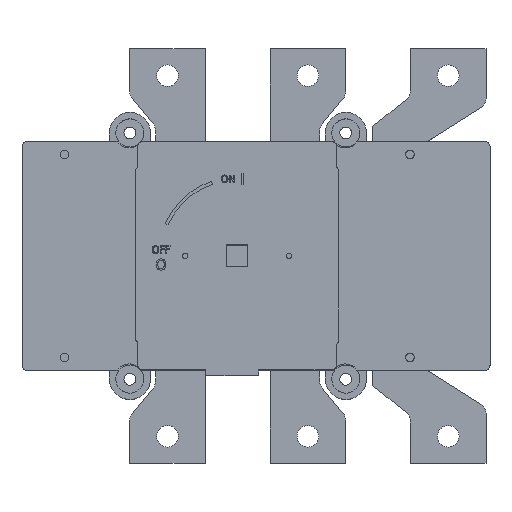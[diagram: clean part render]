
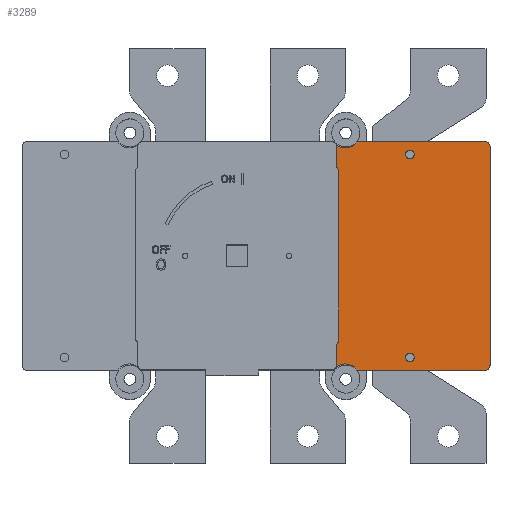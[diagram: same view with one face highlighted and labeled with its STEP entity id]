
A CAD part, top view. The second image highlights one B-rep face of the part: STEP entity #3289.
In plain terms, the highlighted planar face has unit normal (0, 0, 1).
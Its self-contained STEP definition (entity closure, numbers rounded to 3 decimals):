
#2550=CARTESIAN_POINT('',(81.6,-47.,40.0));
#2551=VERTEX_POINT('',#2550);
#2552=CARTESIAN_POINT('',(79.6,-47.,40.0));
#2553=DIRECTION('',(0.0,0.0,-1.0));
#2554=DIRECTION('',(-1.0,0.0,0.0));
#2555=AXIS2_PLACEMENT_3D('',#2552,#2553,#2554);
#2556=CIRCLE('',#2555,2.0);
#2557=EDGE_CURVE('',#2551,#2551,#2556,.T.);
#2578=CARTESIAN_POINT('',(81.6,47.,40.0));
#2579=VERTEX_POINT('',#2578);
#2580=CARTESIAN_POINT('',(79.6,47.,40.0));
#2581=DIRECTION('',(0.0,0.0,-1.0));
#2582=DIRECTION('',(-1.0,0.0,0.0));
#2583=AXIS2_PLACEMENT_3D('',#2580,#2581,#2582);
#2584=CIRCLE('',#2583,2.0);
#2585=EDGE_CURVE('',#2579,#2579,#2584,.T.);
#3031=CARTESIAN_POINT('',(45.519,51.313,40.0));
#3032=VERTEX_POINT('',#3031);
#3040=CARTESIAN_POINT('',(55.345,53.,40.0));
#3041=VERTEX_POINT('',#3040);
#3042=CARTESIAN_POINT('',(49.6,57.,40.0));
#3043=DIRECTION('',(0.0,0.0,1.0));
#3044=DIRECTION('',(0.821,0.571,0.0));
#3045=AXIS2_PLACEMENT_3D('',#3042,#3043,#3044);
#3046=CIRCLE('',#3045,7.);
#3047=EDGE_CURVE('',#3032,#3041,#3046,.T.);
#3080=CARTESIAN_POINT('',(55.345,-53.,40.0));
#3081=VERTEX_POINT('',#3080);
#3082=CARTESIAN_POINT('',(45.519,-51.313,40.0));
#3083=VERTEX_POINT('',#3082);
#3084=CARTESIAN_POINT('',(49.6,-57.,40.0));
#3085=DIRECTION('',(0.0,0.0,1.0));
#3086=DIRECTION('',(-0.821,-0.571,0.0));
#3087=AXIS2_PLACEMENT_3D('',#3084,#3085,#3086);
#3088=CIRCLE('',#3087,7.0);
#3089=EDGE_CURVE('',#3081,#3083,#3088,.T.);
#3158=CARTESIAN_POINT('',(8.243,0.,40.));
#3159=DIRECTION('',(0.0,0.0,1.0));
#3160=DIRECTION('',(1.0,0.0,0.0));
#3161=AXIS2_PLACEMENT_3D('',#3158,#3159,#3160);
#3162=PLANE('',#3161);
#3163=CARTESIAN_POINT('',(45.6,-50.75,40.0));
#3164=VERTEX_POINT('',#3163);
#3165=CARTESIAN_POINT('',(43.6,-50.75,40.0));
#3166=DIRECTION('',(0.0,0.0,1.0));
#3167=DIRECTION('',(0.707,-0.707,0.0));
#3168=AXIS2_PLACEMENT_3D('',#3165,#3166,#3167);
#3169=CIRCLE('',#3168,2.);
#3170=EDGE_CURVE('',#3083,#3164,#3169,.T.);
#3171=ORIENTED_EDGE('',*,*,#3170,.F.);
#3172=ORIENTED_EDGE('',*,*,#3089,.F.);
#3173=CARTESIAN_POINT('',(114.2,-53.,40.0));
#3174=VERTEX_POINT('',#3173);
#3175=CARTESIAN_POINT('',(114.2,-53.,40.0));
#3176=DIRECTION('',(-1.0,0.0,0.0));
#3177=VECTOR('',#3176,58.855);
#3178=LINE('',#3175,#3177);
#3179=EDGE_CURVE('',#3174,#3081,#3178,.T.);
#3180=ORIENTED_EDGE('',*,*,#3179,.F.);
#3181=CARTESIAN_POINT('',(116.7,-50.5,40.0));
#3182=VERTEX_POINT('',#3181);
#3183=CARTESIAN_POINT('',(114.2,-50.5,40.0));
#3184=DIRECTION('',(0.0,0.0,-1.0));
#3185=DIRECTION('',(0.0,-1.0,0.0));
#3186=AXIS2_PLACEMENT_3D('',#3183,#3184,#3185);
#3187=CIRCLE('',#3186,2.5);
#3188=EDGE_CURVE('',#3182,#3174,#3187,.T.);
#3189=ORIENTED_EDGE('',*,*,#3188,.F.);
#3190=CARTESIAN_POINT('',(116.7,50.5,40.0));
#3191=VERTEX_POINT('',#3190);
#3192=CARTESIAN_POINT('',(116.7,50.5,40.0));
#3193=DIRECTION('',(0.0,-1.0,0.0));
#3194=VECTOR('',#3193,101.);
#3195=LINE('',#3192,#3194);
#3196=EDGE_CURVE('',#3191,#3182,#3195,.T.);
#3197=ORIENTED_EDGE('',*,*,#3196,.F.);
#3198=CARTESIAN_POINT('',(114.2,53.,40.0));
#3199=VERTEX_POINT('',#3198);
#3200=CARTESIAN_POINT('',(114.2,50.5,40.0));
#3201=DIRECTION('',(0.0,0.0,-1.0));
#3202=DIRECTION('',(1.0,0.0,0.0));
#3203=AXIS2_PLACEMENT_3D('',#3200,#3201,#3202);
#3204=CIRCLE('',#3203,2.5);
#3205=EDGE_CURVE('',#3199,#3191,#3204,.T.);
#3206=ORIENTED_EDGE('',*,*,#3205,.F.);
#3207=CARTESIAN_POINT('',(55.345,53.,40.0));
#3208=DIRECTION('',(1.0,0.0,0.0));
#3209=VECTOR('',#3208,58.855);
#3210=LINE('',#3207,#3209);
#3211=EDGE_CURVE('',#3041,#3199,#3210,.T.);
#3212=ORIENTED_EDGE('',*,*,#3211,.F.);
#3213=ORIENTED_EDGE('',*,*,#3047,.F.);
#3214=CARTESIAN_POINT('',(45.6,50.75,40.0));
#3215=VERTEX_POINT('',#3214);
#3216=CARTESIAN_POINT('',(43.6,50.75,40.0));
#3217=DIRECTION('',(0.0,0.0,1.0));
#3218=DIRECTION('',(0.707,0.707,0.0));
#3219=AXIS2_PLACEMENT_3D('',#3216,#3217,#3218);
#3220=CIRCLE('',#3219,2.0);
#3221=EDGE_CURVE('',#3215,#3032,#3220,.T.);
#3222=ORIENTED_EDGE('',*,*,#3221,.F.);
#3223=CARTESIAN_POINT('',(45.6,41.732,40.0));
#3224=VERTEX_POINT('',#3223);
#3225=CARTESIAN_POINT('',(45.6,41.732,40.0));
#3226=DIRECTION('',(0.0,1.0,0.0));
#3227=VECTOR('',#3226,9.018);
#3228=LINE('',#3225,#3227);
#3229=EDGE_CURVE('',#3224,#3215,#3228,.T.);
#3230=ORIENTED_EDGE('',*,*,#3229,.F.);
#3231=CARTESIAN_POINT('',(46.1,40.409,40.0));
#3232=VERTEX_POINT('',#3231);
#3233=CARTESIAN_POINT('',(47.6,41.732,40.0));
#3234=DIRECTION('',(0.0,0.0,1.0));
#3235=DIRECTION('',(0.5,0.866,0.0));
#3236=AXIS2_PLACEMENT_3D('',#3233,#3234,#3235);
#3237=CIRCLE('',#3236,2.);
#3238=EDGE_CURVE('',#3224,#3232,#3237,.T.);
#3239=ORIENTED_EDGE('',*,*,#3238,.T.);
#3240=CARTESIAN_POINT('',(46.6,39.086,40.0));
#3241=VERTEX_POINT('',#3240);
#3242=CARTESIAN_POINT('',(44.6,39.086,40.0));
#3243=DIRECTION('',(0.0,0.0,1.));
#3244=DIRECTION('',(0.935,0.354,0.0));
#3245=AXIS2_PLACEMENT_3D('',#3242,#3243,#3244);
#3246=CIRCLE('',#3245,2.);
#3247=EDGE_CURVE('',#3241,#3232,#3246,.T.);
#3248=ORIENTED_EDGE('',*,*,#3247,.F.);
#3249=CARTESIAN_POINT('',(46.6,-39.086,40.0));
#3250=VERTEX_POINT('',#3249);
#3251=CARTESIAN_POINT('',(46.6,-39.086,40.0));
#3252=DIRECTION('',(0.0,1.0,0.0));
#3253=VECTOR('',#3252,78.173);
#3254=LINE('',#3251,#3253);
#3255=EDGE_CURVE('',#3250,#3241,#3254,.T.);
#3256=ORIENTED_EDGE('',*,*,#3255,.F.);
#3257=CARTESIAN_POINT('',(46.1,-40.409,40.0));
#3258=VERTEX_POINT('',#3257);
#3259=CARTESIAN_POINT('',(44.6,-39.086,40.0));
#3260=DIRECTION('',(0.0,0.0,1.));
#3261=DIRECTION('',(0.935,-0.354,0.0));
#3262=AXIS2_PLACEMENT_3D('',#3259,#3260,#3261);
#3263=CIRCLE('',#3262,2.);
#3264=EDGE_CURVE('',#3258,#3250,#3263,.T.);
#3265=ORIENTED_EDGE('',*,*,#3264,.F.);
#3266=CARTESIAN_POINT('',(45.6,-41.732,40.0));
#3267=VERTEX_POINT('',#3266);
#3268=CARTESIAN_POINT('',(47.6,-41.732,40.0));
#3269=DIRECTION('',(0.0,0.0,1.));
#3270=DIRECTION('',(0.5,-0.866,0.0));
#3271=AXIS2_PLACEMENT_3D('',#3268,#3269,#3270);
#3272=CIRCLE('',#3271,2.);
#3273=EDGE_CURVE('',#3258,#3267,#3272,.T.);
#3274=ORIENTED_EDGE('',*,*,#3273,.T.);
#3275=CARTESIAN_POINT('',(45.6,-50.75,40.0));
#3276=DIRECTION('',(0.0,1.0,0.0));
#3277=VECTOR('',#3276,9.018);
#3278=LINE('',#3275,#3277);
#3279=EDGE_CURVE('',#3164,#3267,#3278,.T.);
#3280=ORIENTED_EDGE('',*,*,#3279,.F.);
#3281=EDGE_LOOP('',(#3171,#3172,#3180,#3189,#3197,#3206,#3212,#3213,#3222,#3230,#3239,#3248,#3256,#3265,#3274,#3280));
#3282=FACE_OUTER_BOUND('',#3281,.T.);
#3283=ORIENTED_EDGE('',*,*,#2585,.T.);
#3284=EDGE_LOOP('',(#3283));
#3285=FACE_BOUND('',#3284,.T.);
#3286=ORIENTED_EDGE('',*,*,#2557,.T.);
#3287=EDGE_LOOP('',(#3286));
#3288=FACE_BOUND('',#3287,.T.);
#3289=ADVANCED_FACE('',(#3282,#3285,#3288),#3162,.T.);
